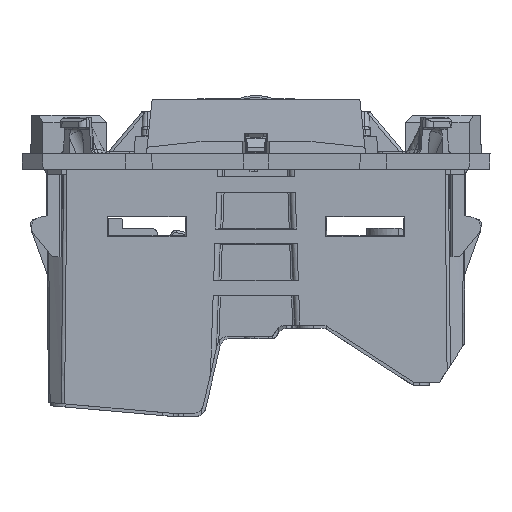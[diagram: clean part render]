
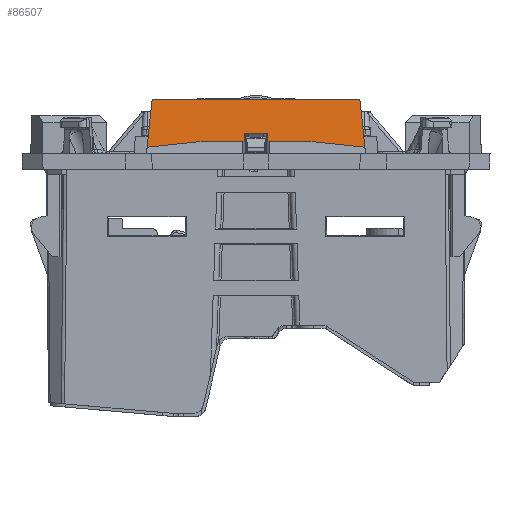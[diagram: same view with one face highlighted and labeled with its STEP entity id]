
A CAD part, left-side view. The second image highlights one B-rep face of the part: STEP entity #86507.
In plain terms, the highlighted planar face has unit normal (-0.995, 0, 0.104).
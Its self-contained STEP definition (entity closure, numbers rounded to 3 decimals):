
#86465=AXIS2_PLACEMENT_3D('Plane Axis2P3D',#86462,#86463,#86464) ;
#85901=CARTESIAN_POINT('Vertex',(-28.079,1.135,2.7)) ;
#85906=CARTESIAN_POINT('Line Origine',(-28.079,3.068,2.7)) ;
#85910=CARTESIAN_POINT('Vertex',(-28.079,5.,2.7)) ;
#85936=CARTESIAN_POINT('Vertex',(-28.079,-5.,2.7)) ;
#85941=CARTESIAN_POINT('Line Origine',(-28.079,-3.068,2.7)) ;
#85945=CARTESIAN_POINT('Vertex',(-28.079,-1.135,2.7)) ;
#86376=CARTESIAN_POINT('Line Origine',(-27.659,0.,6.7)) ;
#86380=CARTESIAN_POINT('Vertex',(-27.659,10.,6.7)) ;
#86382=CARTESIAN_POINT('Vertex',(-27.659,-10.,6.7)) ;
#86431=CARTESIAN_POINT('Control Point',(-27.997,-1.128,3.478)) ;
#86432=CARTESIAN_POINT('Control Point',(-27.997,1.128,3.478)) ;
#86433=CARTESIAN_POINT('Vertex',(-27.997,-1.128,3.478)) ;
#86435=CARTESIAN_POINT('Vertex',(-27.997,1.128,3.478)) ;
#86462=CARTESIAN_POINT('Axis2P3D Location',(-28.079,-10.,2.7)) ;
#86468=CARTESIAN_POINT('Control Point',(-28.14,10.481,2.124)) ;
#86469=CARTESIAN_POINT('Control Point',(-27.659,10.,6.7)) ;
#86470=CARTESIAN_POINT('Vertex',(-28.14,10.481,2.124)) ;
#86474=CARTESIAN_POINT('Control Point',(-28.14,10.481,2.124)) ;
#86475=CARTESIAN_POINT('Control Point',(-28.079,5.,2.7)) ;
#86478=CARTESIAN_POINT('Control Point',(-28.079,1.135,2.7)) ;
#86479=CARTESIAN_POINT('Control Point',(-27.997,1.128,3.478)) ;
#86482=CARTESIAN_POINT('Control Point',(-28.079,-1.135,2.7)) ;
#86483=CARTESIAN_POINT('Control Point',(-27.997,-1.128,3.478)) ;
#86486=CARTESIAN_POINT('Control Point',(-28.14,-10.481,2.124)) ;
#86487=CARTESIAN_POINT('Control Point',(-28.079,-5.,2.7)) ;
#86488=CARTESIAN_POINT('Vertex',(-28.14,-10.481,2.124)) ;
#86492=CARTESIAN_POINT('Control Point',(-28.14,-10.481,2.124)) ;
#86493=CARTESIAN_POINT('Control Point',(-27.659,-10.,6.7)) ;
#85907=DIRECTION('Vector Direction',(0.,-1.,0.)) ;
#85942=DIRECTION('Vector Direction',(0.,-1.,0.)) ;
#86377=DIRECTION('Vector Direction',(0.,1.,0.)) ;
#86463=DIRECTION('Axis2P3D Direction',(-0.995,0.,0.105)) ;
#86464=DIRECTION('Axis2P3D XDirection',(0.,1.,0.)) ;
#85908=VECTOR('Line Direction',#85907,1.) ;
#85943=VECTOR('Line Direction',#85942,1.) ;
#86378=VECTOR('Line Direction',#86377,1.) ;
#86496=ORIENTED_EDGE('',*,*,#86472,.T.) ;
#86497=ORIENTED_EDGE('',*,*,#86476,.F.) ;
#86498=ORIENTED_EDGE('',*,*,#85912,.T.) ;
#86499=ORIENTED_EDGE('',*,*,#86480,.F.) ;
#86500=ORIENTED_EDGE('',*,*,#86437,.F.) ;
#86501=ORIENTED_EDGE('',*,*,#86484,.F.) ;
#86502=ORIENTED_EDGE('',*,*,#85947,.T.) ;
#86503=ORIENTED_EDGE('',*,*,#86490,.T.) ;
#86504=ORIENTED_EDGE('',*,*,#86494,.T.) ;
#86505=ORIENTED_EDGE('',*,*,#86384,.F.) ;
#86507=ADVANCED_FACE('EA00708-Indus JMN',(#86506),#86466,.T.) ;
#86430=B_SPLINE_CURVE_WITH_KNOTS('',1,(#86431,#86432),.UNSPECIFIED.,.F.,.U.,(2,2),(-1.125,1.131),.UNSPECIFIED.) ;
#86467=B_SPLINE_CURVE_WITH_KNOTS('',1,(#86468,#86469),.UNSPECIFIED.,.F.,.U.,(2,2),(-2.313,2.313),.UNSPECIFIED.) ;
#86473=B_SPLINE_CURVE_WITH_KNOTS('',1,(#86474,#86475),.UNSPECIFIED.,.F.,.U.,(2,2),(500027.177,500032.688),.UNSPECIFIED.) ;
#86477=B_SPLINE_CURVE_WITH_KNOTS('',1,(#86478,#86479),.UNSPECIFIED.,.F.,.U.,(2,2),(-0.394,0.388),.UNSPECIFIED.) ;
#86481=B_SPLINE_CURVE_WITH_KNOTS('',1,(#86482,#86483),.UNSPECIFIED.,.F.,.U.,(2,2),(-0.391,0.391),.UNSPECIFIED.) ;
#86485=B_SPLINE_CURVE_WITH_KNOTS('',1,(#86486,#86487),.UNSPECIFIED.,.F.,.U.,(2,2),(500027.177,500032.688),.UNSPECIFIED.) ;
#86491=B_SPLINE_CURVE_WITH_KNOTS('',1,(#86492,#86493),.UNSPECIFIED.,.F.,.U.,(2,2),(-0.501,4.125),.UNSPECIFIED.) ;
#85912=EDGE_CURVE('',#85911,#85902,#85909,.T.) ;
#85947=EDGE_CURVE('',#85946,#85937,#85944,.T.) ;
#86384=EDGE_CURVE('',#86381,#86383,#86379,.F.) ;
#86437=EDGE_CURVE('',#86434,#86436,#86430,.T.) ;
#86472=EDGE_CURVE('',#86381,#86471,#86467,.F.) ;
#86476=EDGE_CURVE('',#85911,#86471,#86473,.F.) ;
#86480=EDGE_CURVE('',#86436,#85902,#86477,.F.) ;
#86484=EDGE_CURVE('',#85946,#86434,#86481,.T.) ;
#86490=EDGE_CURVE('',#85937,#86489,#86485,.F.) ;
#86494=EDGE_CURVE('',#86489,#86383,#86491,.T.) ;
#86495=EDGE_LOOP('',(#86496,#86497,#86498,#86499,#86500,#86501,#86502,#86503,#86504,#86505)) ;
#86506=FACE_OUTER_BOUND('',#86495,.T.) ;
#85909=LINE('Line',#85906,#85908) ;
#85944=LINE('Line',#85941,#85943) ;
#86379=LINE('Line',#86376,#86378) ;
#86466=PLANE('',#86465) ;
#85902=VERTEX_POINT('',#85901) ;
#85911=VERTEX_POINT('',#85910) ;
#85937=VERTEX_POINT('',#85936) ;
#85946=VERTEX_POINT('',#85945) ;
#86381=VERTEX_POINT('',#86380) ;
#86383=VERTEX_POINT('',#86382) ;
#86434=VERTEX_POINT('',#86433) ;
#86436=VERTEX_POINT('',#86435) ;
#86471=VERTEX_POINT('',#86470) ;
#86489=VERTEX_POINT('',#86488) ;
